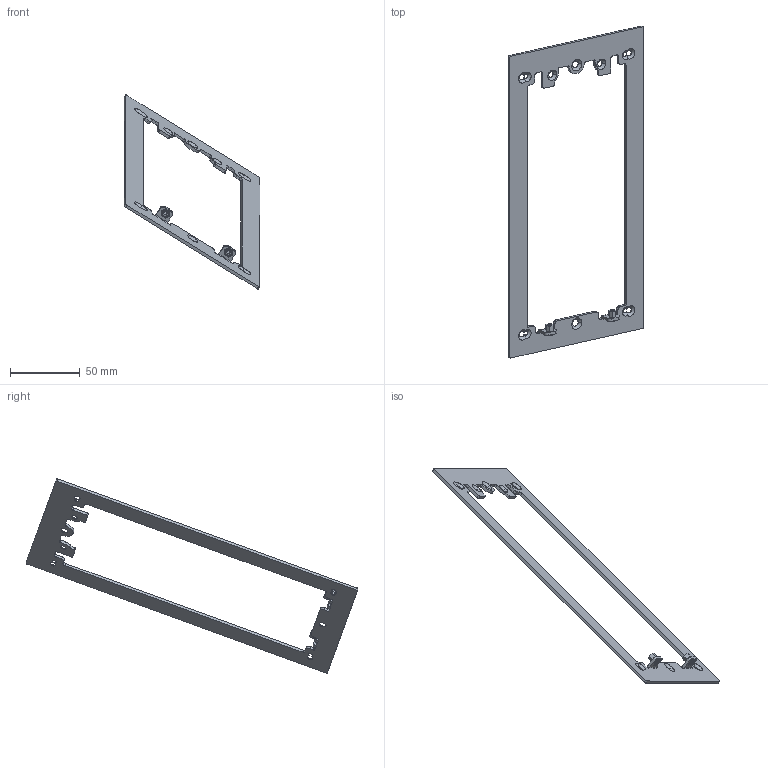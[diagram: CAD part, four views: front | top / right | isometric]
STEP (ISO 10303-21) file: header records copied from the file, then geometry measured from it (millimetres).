
FILE_DESCRIPTION(('CATIA V5 STEP Exchange'),'2;1');
FILE_NAME('VI-ADATT.stp','2024-03-21T09:10:07+00:00',('none'),('none'),'CATIA Version 5-6 Release 2016 SP6','CATIA V5 STEP AP203','none');
FILE_SCHEMA(('CONFIG_CONTROL_DESIGN'));
Length unit declared in the file: millimetre
Products named in the file (1): VI-ADATT
Assembly tree (2 placements, depth 2):
  VI-ADATT
    #57
    #101
Bounding box: 97.17 x 237.98 x 139.15 mm (x, y, z)
Volume: 20689.1 mm3; surface area: 24170.4 mm2
Topology: 3 solids, 3 shells, 182 faces, 492 edges, 318 vertices
Faces by surface type: plane 97, cylinder 69, cone 16
Entity records: 5534 total; most frequent: CARTESIAN_POINT 1019, ORIENTED_EDGE 980, DIRECTION 774, EDGE_CURVE 490, VECTOR 328, LINE 328, VERTEX_POINT 314, AXIS2_PLACEMENT_3D 301
